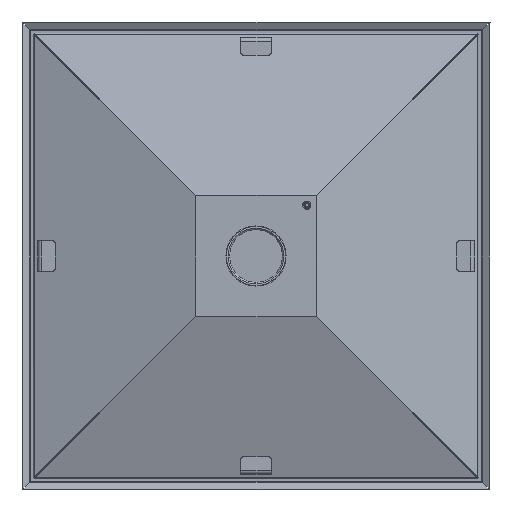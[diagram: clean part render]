
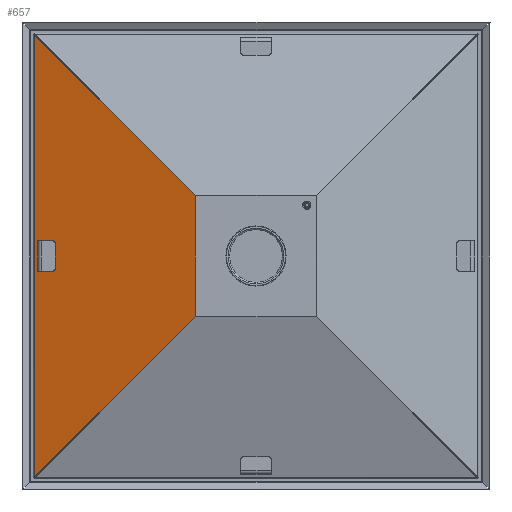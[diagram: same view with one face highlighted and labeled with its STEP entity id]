
A CAD part, front view. The second image highlights one B-rep face of the part: STEP entity #657.
In plain terms, the highlighted face is planar.
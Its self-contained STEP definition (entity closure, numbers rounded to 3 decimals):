
#425 = PLANE ( 'NONE',  #11506 ) ;
#584 = ORIENTED_EDGE ( 'NONE', *, *, #1978, .F. ) ;
#657 = ADVANCED_FACE ( 'NONE', ( #9741 ), #425, .F. ) ;
#1415 = EDGE_CURVE ( 'NONE', #1451, #12558, #7441, .T. ) ;
#1451 = VERTEX_POINT ( 'NONE', #11386 ) ;
#1677 = DIRECTION ( 'NONE',  ( -1., 0., 0. ) ) ;
#1721 = VECTOR ( 'NONE', #7505, 1000. ) ;
#1861 = EDGE_LOOP ( 'NONE', ( #4717, #11330, #12392, #584 ) ) ;
#1909 = VECTOR ( 'NONE', #1677, 1000. ) ;
#1978 = EDGE_CURVE ( 'NONE', #1451, #2007, #12532, .T. ) ;
#2007 = VERTEX_POINT ( 'NONE', #10400 ) ;
#2807 = DIRECTION ( 'NONE',  ( -1., 0., 0. ) ) ;
#3037 = LINE ( 'NONE', #10968, #3839 ) ;
#3106 = DIRECTION ( 'NONE',  ( 0.688, -0.725, 0. ) ) ;
#3839 = VECTOR ( 'NONE', #3106, 1000. ) ;
#4093 = DIRECTION ( 'NONE',  ( 0., 0., -1. ) ) ;
#4717 = ORIENTED_EDGE ( 'NONE', *, *, #1415, .T. ) ;
#4962 = VECTOR ( 'NONE', #2807, 1000. ) ;
#6365 = DIRECTION ( 'NONE',  ( 0., 1., 0. ) ) ;
#6599 = CARTESIAN_POINT ( 'NONE',  ( 147.94, 87.381, 1.2 ) ) ;
#6766 = VERTEX_POINT ( 'NONE', #12750 ) ;
#7441 = LINE ( 'NONE', #6599, #1721 ) ;
#7505 = DIRECTION ( 'NONE',  ( 0.688, 0.725, 0. ) ) ;
#7838 = CARTESIAN_POINT ( 'NONE',  ( 240., 183.231, 1.2 ) ) ;
#8684 = EDGE_CURVE ( 'NONE', #12558, #6766, #8863, .T. ) ;
#8863 = LINE ( 'NONE', #7838, #4962 ) ;
#8968 = CARTESIAN_POINT ( 'NONE',  ( 240., 0., 1.2 ) ) ;
#9432 = CARTESIAN_POINT ( 'NONE',  ( 240., 0., 1.2 ) ) ;
#9619 = CARTESIAN_POINT ( 'NONE',  ( 238.918, 183.231, 1.2 ) ) ;
#9741 = FACE_OUTER_BOUND ( 'NONE', #1861, .T. ) ;
#10400 = CARTESIAN_POINT ( 'NONE',  ( -65., 0., 1.2 ) ) ;
#10968 = CARTESIAN_POINT ( 'NONE',  ( 79.552, -152.293, 1.2 ) ) ;
#11330 = ORIENTED_EDGE ( 'NONE', *, *, #8684, .T. ) ;
#11386 = CARTESIAN_POINT ( 'NONE',  ( 65., 0., 1.2 ) ) ;
#11506 = AXIS2_PLACEMENT_3D ( 'NONE', #8968, #4093, #6365 ) ;
#12392 = ORIENTED_EDGE ( 'NONE', *, *, #12715, .T. ) ;
#12532 = LINE ( 'NONE', #9432, #1909 ) ;
#12558 = VERTEX_POINT ( 'NONE', #9619 ) ;
#12715 = EDGE_CURVE ( 'NONE', #6766, #2007, #3037, .T. ) ;
#12750 = CARTESIAN_POINT ( 'NONE',  ( -238.918, 183.231, 1.2 ) ) ;
